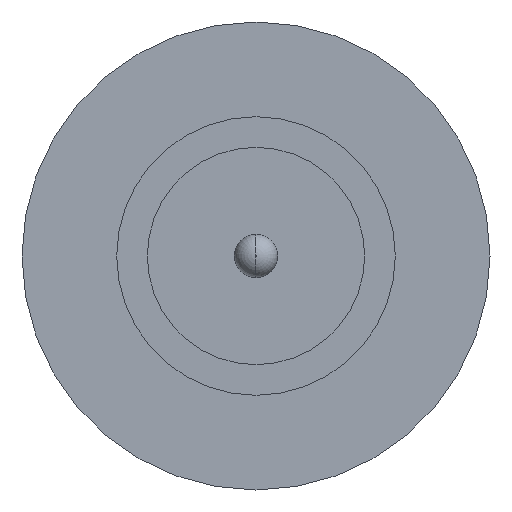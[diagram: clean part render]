
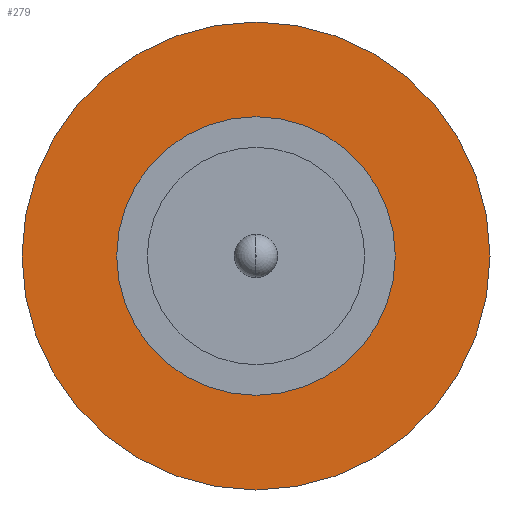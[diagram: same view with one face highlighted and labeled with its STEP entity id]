
A CAD part, left-side view. The second image highlights one B-rep face of the part: STEP entity #279.
In plain terms, the highlighted face is planar.
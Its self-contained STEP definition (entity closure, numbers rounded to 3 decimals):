
#3 = ORIENTED_EDGE ( 'NONE', *, *, #600, .T. ) ;
#7 = EDGE_CURVE ( 'NONE', #773, #454, #577, .T. ) ;
#55 = CARTESIAN_POINT ( 'NONE',  ( -1.25, 0., 0. ) ) ;
#78 = AXIS2_PLACEMENT_3D ( 'NONE', #645, #382, #151 ) ;
#86 = VERTEX_POINT ( 'NONE', #510 ) ;
#102 = EDGE_CURVE ( 'NONE', #454, #773, #652, .T. ) ;
#136 = ORIENTED_EDGE ( 'NONE', *, *, #102, .F. ) ;
#151 = DIRECTION ( 'NONE',  ( -1., 0., 0. ) ) ;
#210 = EDGE_CURVE ( 'NONE', #738, #86, #371, .T. ) ;
#222 = CARTESIAN_POINT ( 'NONE',  ( 1.25, 0., 0. ) ) ;
#234 = AXIS2_PLACEMENT_3D ( 'NONE', #768, #845, #424 ) ;
#261 = DIRECTION ( 'NONE',  ( 1., 0., 0. ) ) ;
#270 = AXIS2_PLACEMENT_3D ( 'NONE', #687, #759, #833 ) ;
#279 = ADVANCED_FACE ( 'NONE', ( #282, #591 ), #628, .F. ) ;
#282 = FACE_BOUND ( 'NONE', #774, .T. ) ;
#289 = AXIS2_PLACEMENT_3D ( 'NONE', #449, #655, #796 ) ;
#345 = CARTESIAN_POINT ( 'NONE',  ( 0., 0., 0. ) ) ;
#371 = CIRCLE ( 'NONE', #815, 2.1 ) ;
#382 = DIRECTION ( 'NONE',  ( 0., 0., -1. ) ) ;
#396 = CIRCLE ( 'NONE', #270, 2.1 ) ;
#424 = DIRECTION ( 'NONE',  ( 1., 0., 0. ) ) ;
#449 = CARTESIAN_POINT ( 'NONE',  ( 0., 0., 0. ) ) ;
#454 = VERTEX_POINT ( 'NONE', #55 ) ;
#487 = EDGE_LOOP ( 'NONE', ( #855, #3 ) ) ;
#510 = CARTESIAN_POINT ( 'NONE',  ( -2.1, 0., 0. ) ) ;
#577 = CIRCLE ( 'NONE', #234, 1.25 ) ;
#591 = FACE_OUTER_BOUND ( 'NONE', #487, .T. ) ;
#600 = EDGE_CURVE ( 'NONE', #86, #738, #396, .T. ) ;
#628 = PLANE ( 'NONE',  #78 ) ;
#639 = CARTESIAN_POINT ( 'NONE',  ( 2.1, 0., 0. ) ) ;
#645 = CARTESIAN_POINT ( 'NONE',  ( 0., 2.1, 0. ) ) ;
#652 = CIRCLE ( 'NONE', #289, 1.25 ) ;
#655 = DIRECTION ( 'NONE',  ( 0., 0., 1. ) ) ;
#687 = CARTESIAN_POINT ( 'NONE',  ( 0., 0., 0. ) ) ;
#695 = DIRECTION ( 'NONE',  ( 0., 0., 1. ) ) ;
#738 = VERTEX_POINT ( 'NONE', #639 ) ;
#759 = DIRECTION ( 'NONE',  ( 0., 0., 1. ) ) ;
#768 = CARTESIAN_POINT ( 'NONE',  ( 0., 0., 0. ) ) ;
#773 = VERTEX_POINT ( 'NONE', #222 ) ;
#774 = EDGE_LOOP ( 'NONE', ( #793, #136 ) ) ;
#793 = ORIENTED_EDGE ( 'NONE', *, *, #7, .F. ) ;
#796 = DIRECTION ( 'NONE',  ( 1., 0., 0. ) ) ;
#815 = AXIS2_PLACEMENT_3D ( 'NONE', #345, #695, #261 ) ;
#833 = DIRECTION ( 'NONE',  ( 1., 0., 0. ) ) ;
#845 = DIRECTION ( 'NONE',  ( 0., 0., 1. ) ) ;
#855 = ORIENTED_EDGE ( 'NONE', *, *, #210, .T. ) ;
